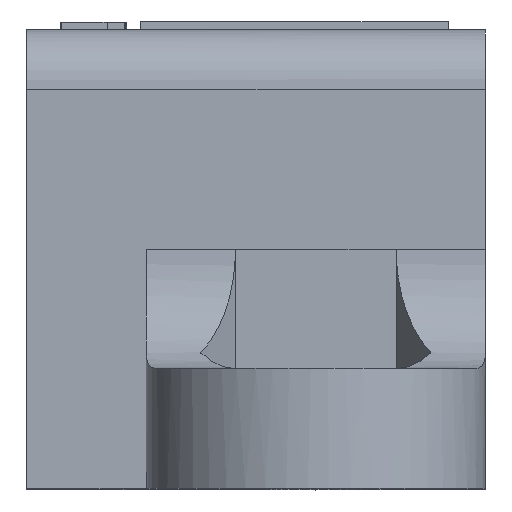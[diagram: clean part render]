
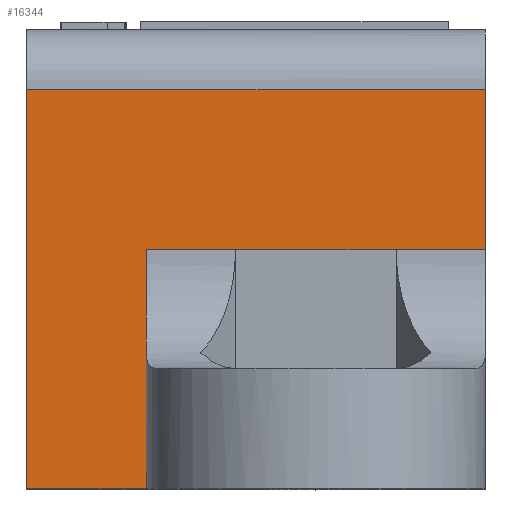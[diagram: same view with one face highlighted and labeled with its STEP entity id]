
A CAD part, top view. The second image highlights one B-rep face of the part: STEP entity #16344.
In plain terms, the highlighted planar face has unit normal (0, 0, 1).
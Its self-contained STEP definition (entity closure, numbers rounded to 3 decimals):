
#1265 = DIRECTION ( 'NONE',  ( 1., 0., 0. ) ) ;
#2133 = CARTESIAN_POINT ( 'NONE',  ( -2.3, 3.563, 7.5 ) ) ;
#2287 = EDGE_CURVE ( 'NONE', #19657, #4805, #5213, .T. ) ;
#2451 = DIRECTION ( 'NONE',  ( 0., 1., 0. ) ) ;
#4260 = CARTESIAN_POINT ( 'NONE',  ( 9.2, 1., 7.5 ) ) ;
#4354 = ORIENTED_EDGE ( 'NONE', *, *, #42255, .T. ) ;
#4805 = VERTEX_POINT ( 'NONE', #27978 ) ;
#5018 = VECTOR ( 'NONE', #23224, 1000. ) ;
#5213 = LINE ( 'NONE', #26277, #13250 ) ;
#5600 = VERTEX_POINT ( 'NONE', #34184 ) ;
#6827 = CARTESIAN_POINT ( 'NONE',  ( 9.2, 1., 7.5 ) ) ;
#6863 = VERTEX_POINT ( 'NONE', #16130 ) ;
#7846 = ORIENTED_EDGE ( 'NONE', *, *, #16467, .T. ) ;
#7865 = LINE ( 'NONE', #4260, #28715 ) ;
#7913 = CARTESIAN_POINT ( 'NONE',  ( 5.621, 1., 7.5 ) ) ;
#8701 = ORIENTED_EDGE ( 'NONE', *, *, #34615, .T. ) ;
#10469 = PLANE ( 'NONE',  #35798 ) ;
#10602 = VECTOR ( 'NONE', #1265, 1000. ) ;
#10950 = CARTESIAN_POINT ( 'NONE',  ( 9.2, 1., 7.5 ) ) ;
#11360 = DIRECTION ( 'NONE',  ( 0., 1., 0. ) ) ;
#11362 = B_SPLINE_CURVE_WITH_KNOTS ( 'NONE', 3,
 ( #24831, #28401, #7913, #31857 ),
 .UNSPECIFIED., .F., .F.,
 ( 4, 4 ),
 ( 0., 1. ),
 .UNSPECIFIED. ) ;
#13250 = VECTOR ( 'NONE', #2451, 1000. ) ;
#13309 = ORIENTED_EDGE ( 'NONE', *, *, #36057, .F. ) ;
#13579 = EDGE_LOOP ( 'NONE', ( #30289, #4354, #8701, #7846, #33043, #29939, #13309, #15303 ) ) ;
#14941 = VECTOR ( 'NONE', #11360, 1000. ) ;
#14946 = LINE ( 'NONE', #18356, #10602 ) ;
#15303 = ORIENTED_EDGE ( 'NONE', *, *, #27959, .F. ) ;
#16130 = CARTESIAN_POINT ( 'NONE',  ( 0.7, 1., 7.5 ) ) ;
#16344 = ADVANCED_FACE ( 'NONE', ( #21683 ), #10469, .T. ) ;
#16467 = EDGE_CURVE ( 'NONE', #5600, #25502, #11362, .T. ) ;
#16561 = CARTESIAN_POINT ( 'NONE',  ( -2.3, -5., 7.5 ) ) ;
#17215 = CARTESIAN_POINT ( 'NONE',  ( 0.7, 6.5, 7.5 ) ) ;
#17513 = DIRECTION ( 'NONE',  ( 1., 0., 0. ) ) ;
#18338 = LINE ( 'NONE', #2133, #26344 ) ;
#18356 = CARTESIAN_POINT ( 'NONE',  ( 9.2, -5., 7.5 ) ) ;
#19657 = VERTEX_POINT ( 'NONE', #10950 ) ;
#20815 = CARTESIAN_POINT ( 'NONE',  ( 9.2, 6.5, 7.5 ) ) ;
#21285 = EDGE_CURVE ( 'NONE', #27754, #29143, #14946, .T. ) ;
#21683 = FACE_OUTER_BOUND ( 'NONE', #13579, .T. ) ;
#22389 = DIRECTION ( 'NONE',  ( 0., 1., 0. ) ) ;
#23224 = DIRECTION ( 'NONE',  ( 1., 0., 0. ) ) ;
#23390 = VERTEX_POINT ( 'NONE', #29017 ) ;
#24059 = LINE ( 'NONE', #17215, #14941 ) ;
#24831 = CARTESIAN_POINT ( 'NONE',  ( 2.936, 1., 7.5 ) ) ;
#25502 = VERTEX_POINT ( 'NONE', #43995 ) ;
#26277 = CARTESIAN_POINT ( 'NONE',  ( 9.2, 6.5, 7.5 ) ) ;
#26344 = VECTOR ( 'NONE', #22389, 1000. ) ;
#27754 = VERTEX_POINT ( 'NONE', #16561 ) ;
#27959 = EDGE_CURVE ( 'NONE', #27754, #23390, #18338, .T. ) ;
#27978 = CARTESIAN_POINT ( 'NONE',  ( 9.2, 5., 7.5 ) ) ;
#28189 = DIRECTION ( 'NONE',  ( 1., 0., 0. ) ) ;
#28401 = CARTESIAN_POINT ( 'NONE',  ( 4.279, 1., 7.5 ) ) ;
#28715 = VECTOR ( 'NONE', #28189, 1000. ) ;
#29017 = CARTESIAN_POINT ( 'NONE',  ( -2.3, 5., 7.5 ) ) ;
#29143 = VERTEX_POINT ( 'NONE', #37327 ) ;
#29939 = ORIENTED_EDGE ( 'NONE', *, *, #2287, .T. ) ;
#30289 = ORIENTED_EDGE ( 'NONE', *, *, #21285, .T. ) ;
#30743 = DIRECTION ( 'NONE',  ( 1., 0., 0. ) ) ;
#31857 = CARTESIAN_POINT ( 'NONE',  ( 6.964, 1., 7.5 ) ) ;
#33043 = ORIENTED_EDGE ( 'NONE', *, *, #44317, .T. ) ;
#34184 = CARTESIAN_POINT ( 'NONE',  ( 2.936, 1., 7.5 ) ) ;
#34615 = EDGE_CURVE ( 'NONE', #6863, #5600, #40597, .T. ) ;
#34971 = LINE ( 'NONE', #43555, #5018 ) ;
#35798 = AXIS2_PLACEMENT_3D ( 'NONE', #20815, #37982, #17513 ) ;
#36057 = EDGE_CURVE ( 'NONE', #23390, #4805, #34971, .T. ) ;
#36268 = VECTOR ( 'NONE', #30743, 1000. ) ;
#37327 = CARTESIAN_POINT ( 'NONE',  ( 0.7, -5., 7.5 ) ) ;
#37982 = DIRECTION ( 'NONE',  ( 0., 0., 1. ) ) ;
#40597 = LINE ( 'NONE', #6827, #36268 ) ;
#42255 = EDGE_CURVE ( 'NONE', #29143, #6863, #24059, .T. ) ;
#43555 = CARTESIAN_POINT ( 'NONE',  ( 9.2, 5., 7.5 ) ) ;
#43995 = CARTESIAN_POINT ( 'NONE',  ( 6.964, 1., 7.5 ) ) ;
#44317 = EDGE_CURVE ( 'NONE', #25502, #19657, #7865, .T. ) ;
